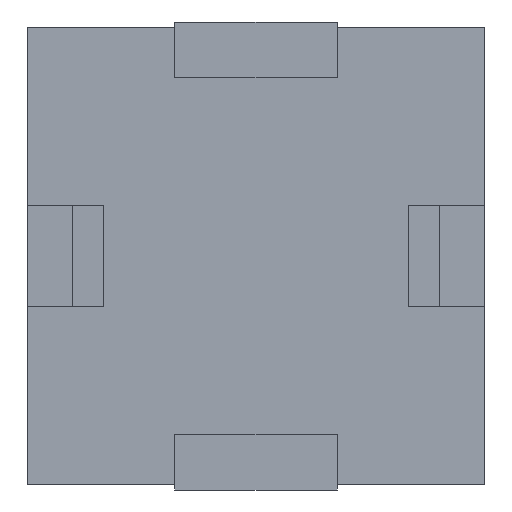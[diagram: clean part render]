
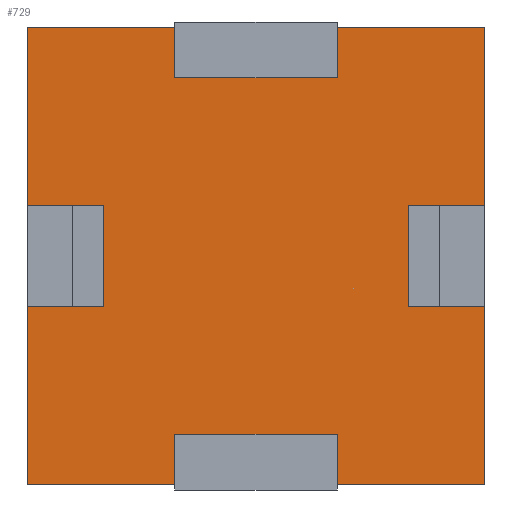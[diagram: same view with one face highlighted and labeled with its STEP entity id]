
A CAD part, front view. The second image highlights one B-rep face of the part: STEP entity #729.
In plain terms, the highlighted planar face has unit normal (0, -1, 0).
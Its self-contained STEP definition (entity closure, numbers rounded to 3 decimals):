
#56=PLANE('',#791);
#93=FACE_OUTER_BOUND('',#131,.T.);
#131=EDGE_LOOP('',(#622,#623,#624,#625,#626,#627,#628,#629,#630,#631,#632,
#633,#634,#635,#636,#637,#638,#639,#640,#641));
#177=LINE('',#1058,#274);
#179=LINE('',#1062,#276);
#182=LINE('',#1067,#279);
#184=LINE('',#1072,#281);
#186=LINE('',#1076,#283);
#188=LINE('',#1080,#285);
#190=LINE('',#1084,#287);
#194=LINE('',#1091,#291);
#197=LINE('',#1099,#294);
#203=LINE('',#1111,#300);
#211=LINE('',#1125,#308);
#212=LINE('',#1129,#309);
#213=LINE('',#1131,#310);
#214=LINE('',#1133,#311);
#215=LINE('',#1135,#312);
#216=LINE('',#1137,#313);
#217=LINE('',#1138,#314);
#218=LINE('',#1140,#315);
#219=LINE('',#1141,#316);
#220=LINE('',#1142,#317);
#274=VECTOR('',#870,10.);
#276=VECTOR('',#874,10.);
#279=VECTOR('',#879,10.);
#281=VECTOR('',#883,10.);
#283=VECTOR('',#887,10.);
#285=VECTOR('',#891,10.);
#287=VECTOR('',#895,10.);
#291=VECTOR('',#899,10.);
#294=VECTOR('',#904,10.);
#300=VECTOR('',#914,10.);
#308=VECTOR('',#926,10.);
#309=VECTOR('',#931,10.);
#310=VECTOR('',#932,10.);
#311=VECTOR('',#933,10.);
#312=VECTOR('',#934,10.);
#313=VECTOR('',#935,10.);
#314=VECTOR('',#936,10.);
#315=VECTOR('',#937,10.);
#316=VECTOR('',#938,10.);
#317=VECTOR('',#939,10.);
#365=VERTEX_POINT('',#1055);
#366=VERTEX_POINT('',#1057);
#367=VERTEX_POINT('',#1061);
#368=VERTEX_POINT('',#1065);
#369=VERTEX_POINT('',#1069);
#370=VERTEX_POINT('',#1071);
#371=VERTEX_POINT('',#1075);
#372=VERTEX_POINT('',#1079);
#373=VERTEX_POINT('',#1083);
#376=VERTEX_POINT('',#1089);
#379=VERTEX_POINT('',#1096);
#380=VERTEX_POINT('',#1098);
#384=VERTEX_POINT('',#1110);
#388=VERTEX_POINT('',#1123);
#389=VERTEX_POINT('',#1128);
#390=VERTEX_POINT('',#1130);
#391=VERTEX_POINT('',#1132);
#392=VERTEX_POINT('',#1134);
#393=VERTEX_POINT('',#1136);
#394=VERTEX_POINT('',#1139);
#441=EDGE_CURVE('',#366,#365,#177,.T.);
#443=EDGE_CURVE('',#367,#366,#179,.T.);
#446=EDGE_CURVE('',#365,#368,#182,.T.);
#448=EDGE_CURVE('',#370,#369,#184,.T.);
#450=EDGE_CURVE('',#371,#370,#186,.T.);
#452=EDGE_CURVE('',#372,#371,#188,.T.);
#454=EDGE_CURVE('',#367,#373,#190,.T.);
#458=EDGE_CURVE('',#376,#368,#194,.T.);
#461=EDGE_CURVE('',#380,#379,#197,.T.);
#467=EDGE_CURVE('',#384,#380,#203,.T.);
#475=EDGE_CURVE('',#379,#388,#211,.T.);
#476=EDGE_CURVE('',#389,#376,#212,.T.);
#477=EDGE_CURVE('',#389,#390,#213,.T.);
#478=EDGE_CURVE('',#390,#391,#214,.T.);
#479=EDGE_CURVE('',#391,#392,#215,.T.);
#480=EDGE_CURVE('',#393,#392,#216,.T.);
#481=EDGE_CURVE('',#372,#393,#217,.T.);
#482=EDGE_CURVE('',#394,#369,#218,.T.);
#483=EDGE_CURVE('',#384,#394,#219,.T.);
#484=EDGE_CURVE('',#373,#388,#220,.T.);
#622=ORIENTED_EDGE('',*,*,#446,.T.);
#623=ORIENTED_EDGE('',*,*,#458,.F.);
#624=ORIENTED_EDGE('',*,*,#476,.F.);
#625=ORIENTED_EDGE('',*,*,#477,.T.);
#626=ORIENTED_EDGE('',*,*,#478,.T.);
#627=ORIENTED_EDGE('',*,*,#479,.T.);
#628=ORIENTED_EDGE('',*,*,#480,.F.);
#629=ORIENTED_EDGE('',*,*,#481,.F.);
#630=ORIENTED_EDGE('',*,*,#452,.T.);
#631=ORIENTED_EDGE('',*,*,#450,.T.);
#632=ORIENTED_EDGE('',*,*,#448,.T.);
#633=ORIENTED_EDGE('',*,*,#482,.F.);
#634=ORIENTED_EDGE('',*,*,#483,.F.);
#635=ORIENTED_EDGE('',*,*,#467,.T.);
#636=ORIENTED_EDGE('',*,*,#461,.T.);
#637=ORIENTED_EDGE('',*,*,#475,.T.);
#638=ORIENTED_EDGE('',*,*,#484,.F.);
#639=ORIENTED_EDGE('',*,*,#454,.F.);
#640=ORIENTED_EDGE('',*,*,#443,.T.);
#641=ORIENTED_EDGE('',*,*,#441,.T.);
#729=ADVANCED_FACE('',(#93),#56,.F.);
#791=AXIS2_PLACEMENT_3D('',#1127,#929,#930);
#870=DIRECTION('',(0.,0.,1.));
#874=DIRECTION('',(-1.,0.,0.));
#879=DIRECTION('',(1.,0.,0.));
#883=DIRECTION('',(-1.,0.,0.));
#887=DIRECTION('',(0.,0.,-1.));
#891=DIRECTION('',(1.,0.,0.));
#895=DIRECTION('',(0.,0.,-1.));
#899=DIRECTION('',(0.,0.,-1.));
#904=DIRECTION('',(1.,0.,0.));
#914=DIRECTION('',(0.,0.,1.));
#926=DIRECTION('',(0.,0.,-1.));
#929=DIRECTION('center_axis',(0.,1.,0.));
#930=DIRECTION('ref_axis',(1.,0.,0.));
#931=DIRECTION('',(1.,0.,0.));
#932=DIRECTION('',(0.,0.,-1.));
#933=DIRECTION('',(-1.,0.,0.));
#934=DIRECTION('',(0.,0.,1.));
#935=DIRECTION('',(1.,0.,0.));
#936=DIRECTION('',(0.,0.,1.));
#937=DIRECTION('',(0.,0.,1.));
#938=DIRECTION('',(-1.,0.,0.));
#939=DIRECTION('',(-1.,0.,0.));
#1055=CARTESIAN_POINT('',(2.998,-0.949,0.998));
#1057=CARTESIAN_POINT('',(2.998,-0.949,-1.002));
#1058=CARTESIAN_POINT('',(2.998,-0.949,0.498));
#1061=CARTESIAN_POINT('',(4.498,-0.949,-1.002));
#1062=CARTESIAN_POINT('',(1.498,-0.949,-1.002));
#1065=CARTESIAN_POINT('',(4.498,-0.949,0.998));
#1067=CARTESIAN_POINT('',(2.248,-0.949,0.998));
#1069=CARTESIAN_POINT('',(-4.502,-0.949,-1.002));
#1071=CARTESIAN_POINT('',(-3.002,-0.949,-1.002));
#1072=CARTESIAN_POINT('',(-2.252,-0.949,-1.002));
#1075=CARTESIAN_POINT('',(-3.002,-0.949,0.998));
#1076=CARTESIAN_POINT('',(-3.002,-0.949,-0.502));
#1079=CARTESIAN_POINT('',(-4.502,-0.949,0.998));
#1080=CARTESIAN_POINT('',(-1.502,-0.949,0.998));
#1083=CARTESIAN_POINT('',(4.498,-0.949,-4.502));
#1084=CARTESIAN_POINT('',(4.498,-0.949,4.498));
#1089=CARTESIAN_POINT('',(4.498,-0.949,4.498));
#1091=CARTESIAN_POINT('',(4.498,-0.949,4.498));
#1096=CARTESIAN_POINT('',(1.598,-0.949,-3.502));
#1098=CARTESIAN_POINT('',(-1.602,-0.949,-3.502));
#1099=CARTESIAN_POINT('',(0.798,-0.949,-3.502));
#1110=CARTESIAN_POINT('',(-1.602,-0.949,-4.502));
#1111=CARTESIAN_POINT('',(-1.602,-0.949,-2.252));
#1123=CARTESIAN_POINT('',(1.598,-0.949,-4.502));
#1125=CARTESIAN_POINT('',(1.598,-0.949,-2.252));
#1127=CARTESIAN_POINT('Origin',(-0.002,-0.949,-0.002));
#1128=CARTESIAN_POINT('',(1.598,-0.949,4.498));
#1129=CARTESIAN_POINT('',(-4.502,-0.949,4.498));
#1130=CARTESIAN_POINT('',(1.598,-0.949,3.498));
#1131=CARTESIAN_POINT('',(1.598,-0.949,2.298));
#1132=CARTESIAN_POINT('',(-1.602,-0.949,3.498));
#1133=CARTESIAN_POINT('',(0.798,-0.949,3.498));
#1134=CARTESIAN_POINT('',(-1.602,-0.949,4.498));
#1135=CARTESIAN_POINT('',(-1.602,-0.949,1.748));
#1136=CARTESIAN_POINT('',(-4.502,-0.949,4.498));
#1137=CARTESIAN_POINT('',(-4.502,-0.949,4.498));
#1138=CARTESIAN_POINT('',(-4.502,-0.949,-4.502));
#1139=CARTESIAN_POINT('',(-4.502,-0.949,-4.502));
#1140=CARTESIAN_POINT('',(-4.502,-0.949,-4.502));
#1141=CARTESIAN_POINT('',(4.498,-0.949,-4.502));
#1142=CARTESIAN_POINT('',(4.498,-0.949,-4.502));
